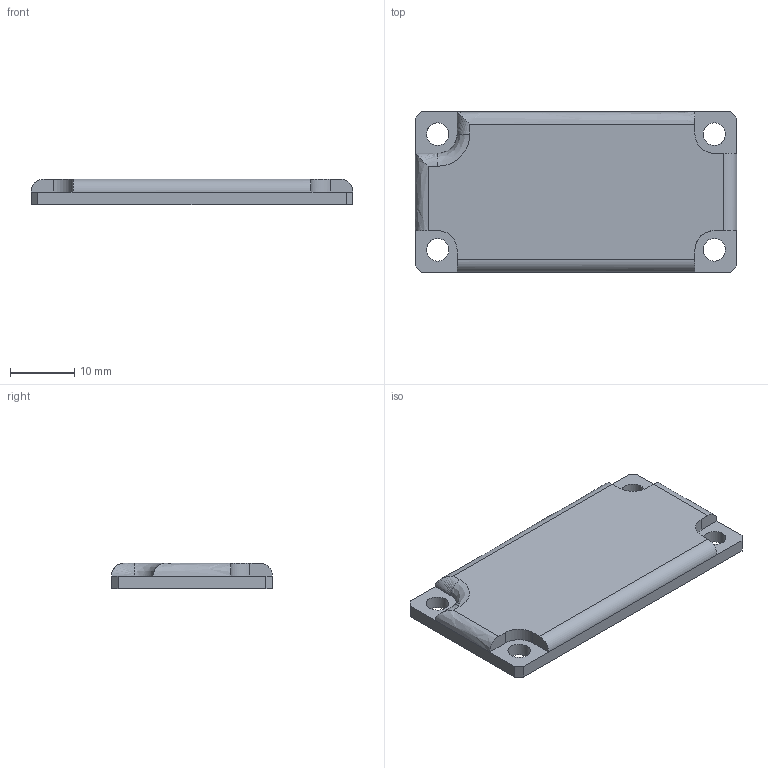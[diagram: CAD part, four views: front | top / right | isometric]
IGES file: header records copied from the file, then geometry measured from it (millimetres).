
Global section: file name: SZ0133S_A; native system: Autodesk Inventor 2015; preprocessor: unknown; author: M.  Boeke; date: 20151124.122314; units: millimetre
Bounding box: 50 x 25 x 4 mm (x, y, z)
Volume: 2882 mm3; surface area: 3246.4 mm2
Topology: 1 solids, 1 shells, 51 faces, 140 edges, 92 vertices
Faces by surface type: bspline 51
